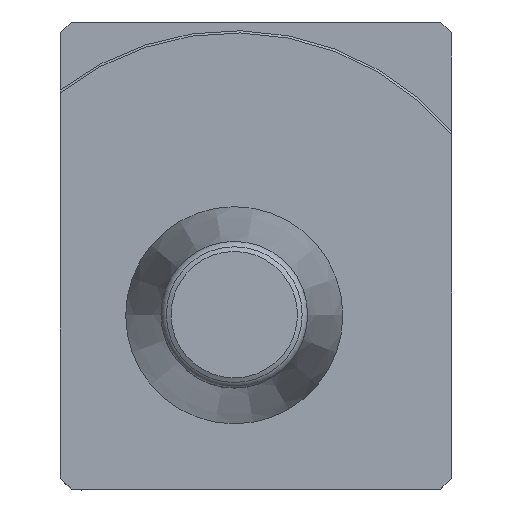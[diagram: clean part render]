
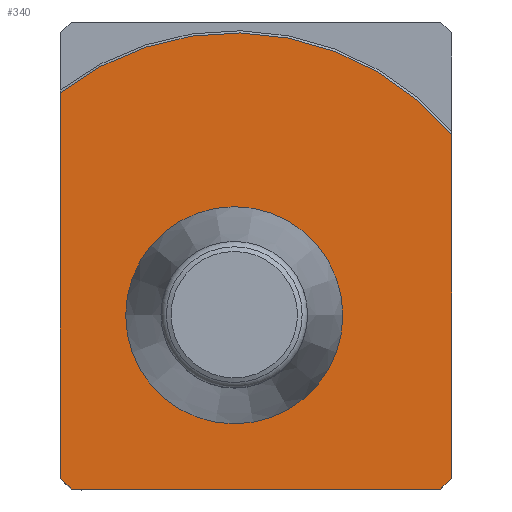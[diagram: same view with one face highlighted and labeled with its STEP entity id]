
A CAD part, top view. The second image highlights one B-rep face of the part: STEP entity #340.
In plain terms, the highlighted planar face has unit normal (0, 0, 1).
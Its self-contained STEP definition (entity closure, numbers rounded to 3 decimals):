
#153=LINE('',#1649,#231);
#162=LINE('',#1693,#240);
#163=LINE('',#1696,#241);
#164=LINE('',#1698,#242);
#165=LINE('',#1701,#243);
#231=VECTOR('',#1328,1.);
#240=VECTOR('',#1351,1.);
#241=VECTOR('',#1352,1.);
#242=VECTOR('',#1353,1.);
#243=VECTOR('',#1356,1.);
#294=FACE_BOUND('',#478,.T.);
#295=FACE_BOUND('',#479,.T.);
#340=ADVANCED_FACE('AL3_SU1',(#294,#295),#397,.F.);
#397=PLANE('',#1169);
#478=EDGE_LOOP('',(#604));
#479=EDGE_LOOP('',(#605,#606,#607,#608,#609,#610));
#604=ORIENTED_EDGE('',*,*,#946,.T.);
#605=ORIENTED_EDGE('',*,*,#947,.F.);
#606=ORIENTED_EDGE('',*,*,#948,.T.);
#607=ORIENTED_EDGE('',*,*,#949,.F.);
#608=ORIENTED_EDGE('',*,*,#950,.T.);
#609=ORIENTED_EDGE('',*,*,#932,.F.);
#610=ORIENTED_EDGE('',*,*,#951,.T.);
#835=VERTEX_POINT('',#1648);
#836=VERTEX_POINT('',#1650);
#846=VERTEX_POINT('',#1692);
#847=VERTEX_POINT('',#1694);
#848=VERTEX_POINT('',#1695);
#849=VERTEX_POINT('',#1697);
#850=VERTEX_POINT('',#1699);
#932=EDGE_CURVE('',#835,#836,#153,.T.);
#946=EDGE_CURVE('',#846,#846,#1043,.T.);
#947=EDGE_CURVE('',#847,#848,#162,.T.);
#948=EDGE_CURVE('',#847,#849,#163,.T.);
#949=EDGE_CURVE('',#850,#849,#164,.T.);
#950=EDGE_CURVE('',#850,#836,#1044,.T.);
#951=EDGE_CURVE('',#835,#848,#165,.T.);
#1043=CIRCLE('',#1167,5.);
#1044=CIRCLE('',#1168,13.);
#1167=AXIS2_PLACEMENT_3D('',#1691,#1349,#1350);
#1168=AXIS2_PLACEMENT_3D('',#1700,#1354,#1355);
#1169=AXIS2_PLACEMENT_3D('',#1702,#1357,#1358);
#1328=DIRECTION('',(0.,1.,0.));
#1349=DIRECTION('',(0.,0.,-1.));
#1350=DIRECTION('',(-1.,0.,0.));
#1351=DIRECTION('',(-1.,0.,0.));
#1352=DIRECTION('',(0.707,0.707,0.));
#1353=DIRECTION('',(0.,-1.,0.));
#1354=DIRECTION('',(0.,0.,1.));
#1355=DIRECTION('',(-1.,0.,0.));
#1356=DIRECTION('',(0.707,-0.707,0.));
#1357=DIRECTION('',(0.,0.,-1.));
#1358=DIRECTION('',(-1.,0.,0.));
#1648=CARTESIAN_POINT('',(-8.,-7.5,0.));
#1649=CARTESIAN_POINT('',(-8.,-8.,0.));
#1650=CARTESIAN_POINT('',(-8.,10.247,0.));
#1691=CARTESIAN_POINT('',(0.,0.,0.));
#1692=CARTESIAN_POINT('',(-5.,0.,0.));
#1693=CARTESIAN_POINT('',(10.,-8.,0.));
#1694=CARTESIAN_POINT('',(9.5,-8.,0.));
#1695=CARTESIAN_POINT('',(-7.5,-8.,0.));
#1696=CARTESIAN_POINT('',(9.5,-8.,0.));
#1697=CARTESIAN_POINT('',(10.,-7.5,0.));
#1698=CARTESIAN_POINT('',(10.,13.5,0.));
#1699=CARTESIAN_POINT('',(10.,8.307,0.));
#1700=CARTESIAN_POINT('',(0.,0.,0.));
#1701=CARTESIAN_POINT('',(-8.,-7.5,0.));
#1702=CARTESIAN_POINT('',(0.,0.,0.));
